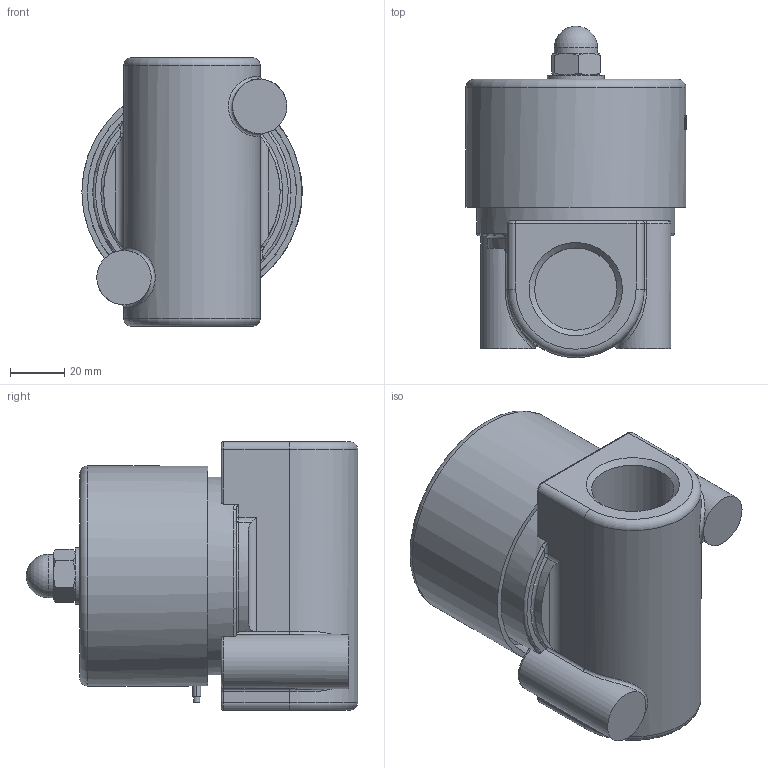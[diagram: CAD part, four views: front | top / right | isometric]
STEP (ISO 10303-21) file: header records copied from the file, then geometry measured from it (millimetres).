
FILE_DESCRIPTION(/* description */ (''),/* implementation_level */ '2;1');
FILE_NAME(/* name */ 'DN25_3D_STEP.stp',/* time_stamp */ '2025-07-21T00:49:05+03:00',/* author */ ('igorr'),/* organization */ (''),/* preprocessor_version */ 'ST-DEVELOPER v20',/* originating_system */ 'Autodesk Inventor 2025',/* authorisation */ '');
FILE_SCHEMA (('AUTOMOTIVE_DESIGN { 1 0 10303 214 3 1 1 }'));
Length unit declared in the file: millimetre
Products named in the file (4): Сборка1; Деталь1; CNS 4473 - M 10; AS 1237 - 10 mm
Assembly tree (3 placements, depth 2):
  Сборка1
    Деталь1
    CNS 4473 - M 10
    AS 1237 - 10 mm
Bounding box: 81.1 x 122 x 99 mm (x, y, z)
Volume: 473328.1 mm3; surface area: 52100.4 mm2
Topology: 3 solids, 3 shells, 191 faces, 467 edges, 290 vertices
Faces by surface type: plane 78, cylinder 52, bspline 27, torus 17, cone 16, sphere 1
Full cylindrical faces by diameter (mm): 2.129 x1, 2.258 x1, 8.376 x1, 10 x1, 10.5 x1, 16 x1, 21 x1, 30.291 x2, 73 x1, 77 x1, 81 x1
Entity records: 7003 total; most frequent: CARTESIAN_POINT 2315, ORIENTED_EDGE 930, DIRECTION 876, EDGE_CURVE 465, AXIS2_PLACEMENT_3D 343, VERTEX_POINT 290, EDGE_LOOP 210, FACE_OUTER_BOUND 191
